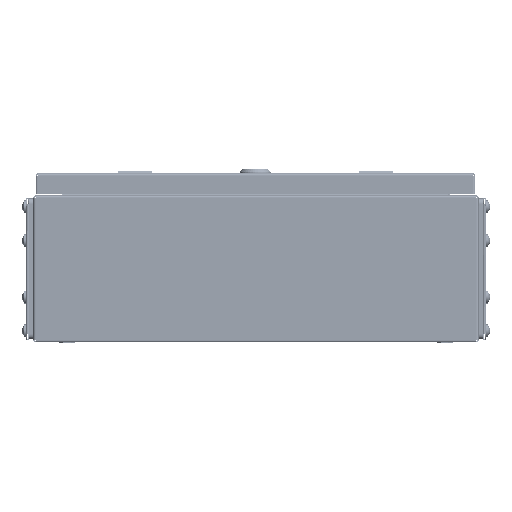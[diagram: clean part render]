
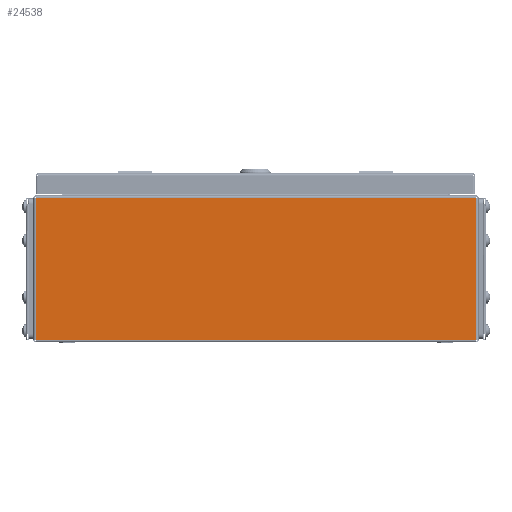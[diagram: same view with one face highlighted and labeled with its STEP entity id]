
A CAD part, left-side view. The second image highlights one B-rep face of the part: STEP entity #24538.
In plain terms, the highlighted planar face has unit normal (-1, 0, 0).
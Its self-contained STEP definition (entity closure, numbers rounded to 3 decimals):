
#1391 = PLANE ( 'NONE',  #53634 ) ;
#2060 = CARTESIAN_POINT ( 'NONE',  ( -150., -195.5, 127.5 ) ) ;
#2104 = ORIENTED_EDGE ( 'NONE', *, *, #70740, .T. ) ;
#5270 = VECTOR ( 'NONE', #43932, 1000. ) ;
#7144 = ORIENTED_EDGE ( 'NONE', *, *, #11706, .F. ) ;
#8753 = CARTESIAN_POINT ( 'NONE',  ( -150., 0., 0. ) ) ;
#9002 = VECTOR ( 'NONE', #49869, 1000. ) ;
#9951 = DIRECTION ( 'NONE',  ( 0., 1., 0. ) ) ;
#11706 = EDGE_CURVE ( 'NONE', #19447, #69282, #41141, .T. ) ;
#12640 = VECTOR ( 'NONE', #41388, 1000. ) ;
#15530 = CARTESIAN_POINT ( 'NONE',  ( -150., 195.5, 1. ) ) ;
#19070 = EDGE_LOOP ( 'NONE', ( #42348, #2104, #7144, #55002 ) ) ;
#19447 = VERTEX_POINT ( 'NONE', #40420 ) ;
#19914 = CARTESIAN_POINT ( 'NONE',  ( -150., 195.5, 0. ) ) ;
#24538 = ADVANCED_FACE ( 'NONE', ( #27228 ), #1391, .F. ) ;
#25634 = VECTOR ( 'NONE', #9951, 1000. ) ;
#27228 = FACE_OUTER_BOUND ( 'NONE', #19070, .T. ) ;
#27636 = DIRECTION ( 'NONE',  ( 0., 0., -1. ) ) ;
#29182 = CARTESIAN_POINT ( 'NONE',  ( -150., 195.5, 127.5 ) ) ;
#33002 = DIRECTION ( 'NONE',  ( 1., 0., 0. ) ) ;
#36154 = CARTESIAN_POINT ( 'NONE',  ( -150., -195.5, 127.5 ) ) ;
#40420 = CARTESIAN_POINT ( 'NONE',  ( -150., -195.5, 1. ) ) ;
#41141 = LINE ( 'NONE', #66203, #25634 ) ;
#41388 = DIRECTION ( 'NONE',  ( 0., 0., 1. ) ) ;
#42348 = ORIENTED_EDGE ( 'NONE', *, *, #76818, .T. ) ;
#43932 = DIRECTION ( 'NONE',  ( 0., 1., 0. ) ) ;
#44111 = LINE ( 'NONE', #19914, #9002 ) ;
#49869 = DIRECTION ( 'NONE',  ( 0., 0., -1. ) ) ;
#52782 = VERTEX_POINT ( 'NONE', #2060 ) ;
#53634 = AXIS2_PLACEMENT_3D ( 'NONE', #8753, #33002, #27636 ) ;
#55002 = ORIENTED_EDGE ( 'NONE', *, *, #57468, .T. ) ;
#56670 = LINE ( 'NONE', #36154, #5270 ) ;
#57468 = EDGE_CURVE ( 'NONE', #19447, #52782, #79990, .T. ) ;
#60309 = CARTESIAN_POINT ( 'NONE',  ( -150., -195.5, 0. ) ) ;
#63065 = VERTEX_POINT ( 'NONE', #29182 ) ;
#66203 = CARTESIAN_POINT ( 'NONE',  ( -150., 195.5, 1. ) ) ;
#69282 = VERTEX_POINT ( 'NONE', #15530 ) ;
#70740 = EDGE_CURVE ( 'NONE', #63065, #69282, #44111, .T. ) ;
#76818 = EDGE_CURVE ( 'NONE', #52782, #63065, #56670, .T. ) ;
#79990 = LINE ( 'NONE', #60309, #12640 ) ;
